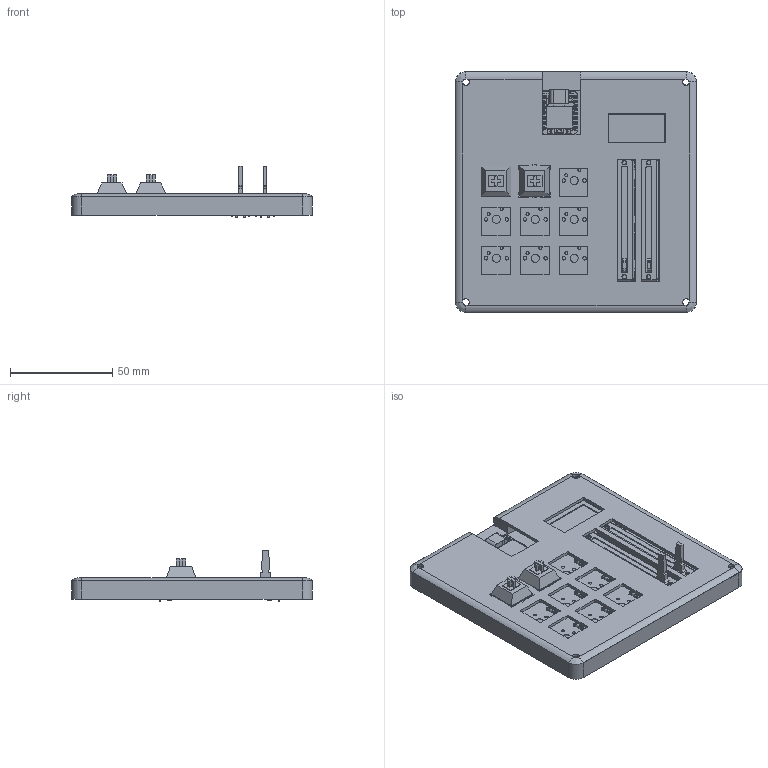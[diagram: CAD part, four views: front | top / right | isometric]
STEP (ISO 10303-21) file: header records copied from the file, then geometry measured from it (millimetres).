
FILE_DESCRIPTION(/* description */ ('','CAx-IF Rec.Pracs.---Representation and Presentation of Product Manufacturing Information (PMI)---4.0---2014-10-13'),/* implementation_level */ '2;1');
FILE_NAME(/* name */ 'HackPad FULL.step',/* time_stamp */ '2025-02-19T21:10:11-05:00',/* author */ (''),/* organization */ (''),/* preprocessor_version */ 'ST-DEVELOPER v20',/* originating_system */ 'Autodesk Translation Framework v13.20.0.188',/* authorisation */ '');
FILE_SCHEMA (('AP242_MANAGED_MODEL_BASED_3D_ENGINEERING_MIM_LF { 1 0 10303 442 1 1 4 }'));
Products named in the file (25): HackPad 98x98 TOP; board_model 1; SOIC-28W_7.5x17.9mm_P1.27mm; SOIC_28W_75x179mm_P127mm; Adafruit_SSD1306; Adafruit_SSD1306_1; hackpad_PCB; R_Axial_DIN0204_L3.6mm_D1.6mm_P7.62mm_Horizontal; R_Axial_DIN0204_L36mm_D16mm_P762mm_Horizontal; D_DO-35_SOD27_P7.62mm_Horizontal; D_DO-35_SOD27_P7.62mm_Horizontal_1; root; Seeed Studio XIAO RP2040; Tiny stuff; LED; LED_1; Programmer port or something; USB-C bits; Power probably; Main terminals; Right; Left; 45315DP; cherry mx; HackPad 98x98 BOTTOM
Assembly tree (35 placements, depth 5):
  HackPad 98x98 TOP
    board_model 1
      D_DO-35_SOD27_P7.62mm_Horizontal  x9
        D_DO-35_SOD27_P7.62mm_Horizontal_1
      R_Axial_DIN0204_L3.6mm_D1.6mm_P7.62mm_Horizontal  x2
        R_Axial_DIN0204_L36mm_D16mm_P762mm_Horizontal
      SOIC-28W_7.5x17.9mm_P1.27mm
        SOIC_28W_75x179mm_P127mm
      Adafruit_SSD1306
        Adafruit_SSD1306_1
      hackpad_PCB
    root
      Seeed Studio XIAO RP2040
        Tiny stuff
        LED
        LED_1
        Programmer port or something
        USB-C bits
        Power probably
        Main terminals
          Right
          Left
    45315DP  x2
    cherry mx  x2
    HackPad 98x98 BOTTOM
Bounding box: 118.05 x 118.11 x 25.2 mm (x, y, z)
Volume: 107827.3 mm3; surface area: 94607.6 mm2
Topology: 82 solids, 82 shells, 2828 faces, 7441 edges, 4868 vertices
Faces by surface type: plane 1707, cylinder 800, bspline 263, torus 46, sphere 6, cone 6
Full cylindrical faces by diameter (mm): 0.203 x98, 0.5 x35, 0.529 x2, 0.572 x8, 0.6 x3, 0.7 x4, 0.75 x13, 0.8 x18, 0.889 x14, 1 x19, 1.1 x2, 1.2 x6, 1.44 x2, 1.5 x18, 1.6 x8, 1.7 x26, 1.81 x2, 2 x22, 2.02 x9, 2.7 x4, 2.8 x7, 3.4 x4, 3.85 x2, 4 x13, 6 x4
Entity records: 78954 total; most frequent: CARTESIAN_POINT 18262, ORIENTED_EDGE 12480, DIRECTION 11442, EDGE_CURVE 6240, LINE 4386, VECTOR 4386, VERTEX_POINT 4084, AXIS2_PLACEMENT_3D 3528
